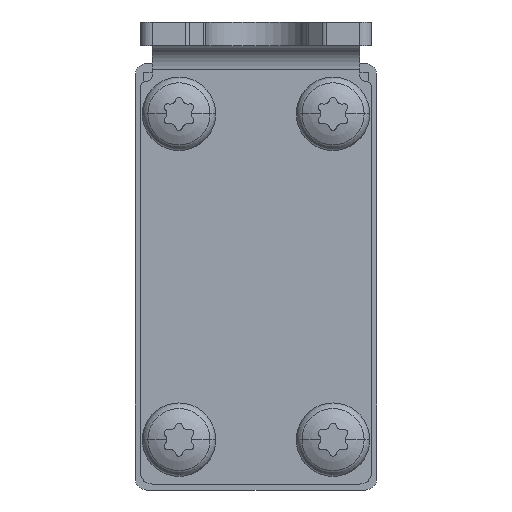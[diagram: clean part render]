
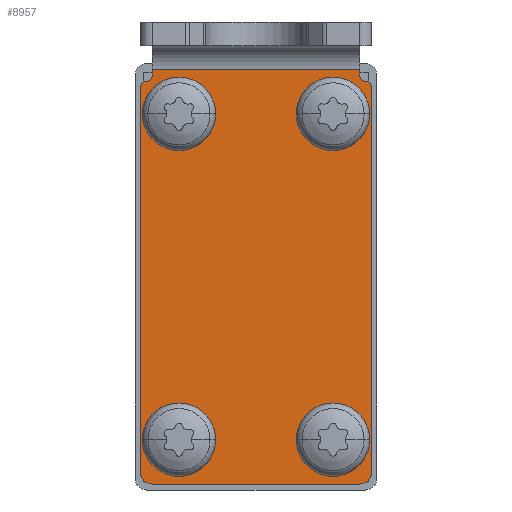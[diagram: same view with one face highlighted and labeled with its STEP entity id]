
A CAD part, front view. The second image highlights one B-rep face of the part: STEP entity #8957.
In plain terms, the highlighted planar face has unit normal (0, -1, 0).
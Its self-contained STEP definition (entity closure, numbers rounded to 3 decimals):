
#3084=DIRECTION('',(0.,0.,-1.));
#3085=VECTOR('',#3084,32.5);
#3086=CARTESIAN_POINT('',(-9.75,-24.8,16.));
#3087=LINE('',#3086,#3085);
#3096=CARTESIAN_POINT('',(9.25,-24.8,16.));
#3097=DIRECTION('',(0.,-1.,0.));
#3098=DIRECTION('',(1.,0.,0.));
#3099=AXIS2_PLACEMENT_3D('',#3096,#3097,#3098);
#3101=CARTESIAN_POINT('',(8.75,-24.8,-16.5));
#3102=DIRECTION('',(0.,-1.,0.));
#3103=DIRECTION('',(0.,0.,-1.));
#3104=AXIS2_PLACEMENT_3D('',#3101,#3102,#3103);
#3106=CARTESIAN_POINT('',(-8.75,-24.8,-16.5));
#3107=DIRECTION('',(0.,-1.,0.));
#3108=DIRECTION('',(-1.,0.,0.));
#3109=AXIS2_PLACEMENT_3D('',#3106,#3107,#3108);
#3111=CARTESIAN_POINT('',(-9.25,-24.8,16.));
#3112=DIRECTION('',(0.,-1.,0.));
#3113=DIRECTION('',(0.,0.,1.));
#3114=AXIS2_PLACEMENT_3D('',#3111,#3112,#3113);
#3116=DIRECTION('',(0.,0.,-1.));
#3117=VECTOR('',#3116,0.5);
#3118=CARTESIAN_POINT('',(-8.75,-24.8,17.5));
#3119=LINE('',#3118,#3117);
#3120=DIRECTION('',(1.,0.,0.));
#3121=VECTOR('',#3120,17.5);
#3122=CARTESIAN_POINT('',(-8.75,-24.8,17.5));
#3123=LINE('',#3122,#3121);
#3124=DIRECTION('',(0.,0.,-1.));
#3125=VECTOR('',#3124,0.5);
#3126=CARTESIAN_POINT('',(8.75,-24.8,17.5));
#3127=LINE('',#3126,#3125);
#3128=CARTESIAN_POINT('',(-6.5,-24.8,-13.75));
#3129=DIRECTION('',(0.,1.,0.));
#3130=DIRECTION('',(1.,0.,0.));
#3131=AXIS2_PLACEMENT_3D('',#3128,#3129,#3130);
#3133=CARTESIAN_POINT('',(-6.5,-24.8,-13.75));
#3134=DIRECTION('',(0.,1.,0.));
#3135=DIRECTION('',(-1.,0.,0.));
#3136=AXIS2_PLACEMENT_3D('',#3133,#3134,#3135);
#3138=CARTESIAN_POINT('',(6.5,-24.8,-13.75));
#3139=DIRECTION('',(0.,1.,0.));
#3140=DIRECTION('',(1.,0.,0.));
#3141=AXIS2_PLACEMENT_3D('',#3138,#3139,#3140);
#3143=CARTESIAN_POINT('',(6.5,-24.8,-13.75));
#3144=DIRECTION('',(0.,1.,0.));
#3145=DIRECTION('',(-1.,0.,0.));
#3146=AXIS2_PLACEMENT_3D('',#3143,#3144,#3145);
#3148=CARTESIAN_POINT('',(-6.5,-24.8,13.75));
#3149=DIRECTION('',(0.,1.,0.));
#3150=DIRECTION('',(1.,0.,0.));
#3151=AXIS2_PLACEMENT_3D('',#3148,#3149,#3150);
#3153=CARTESIAN_POINT('',(-6.5,-24.8,13.75));
#3154=DIRECTION('',(0.,1.,0.));
#3155=DIRECTION('',(-1.,0.,0.));
#3156=AXIS2_PLACEMENT_3D('',#3153,#3154,#3155);
#3158=CARTESIAN_POINT('',(6.5,-24.8,13.75));
#3159=DIRECTION('',(0.,1.,0.));
#3160=DIRECTION('',(1.,0.,0.));
#3161=AXIS2_PLACEMENT_3D('',#3158,#3159,#3160);
#3163=CARTESIAN_POINT('',(6.5,-24.8,13.75));
#3164=DIRECTION('',(0.,1.,0.));
#3165=DIRECTION('',(-1.,0.,0.));
#3166=AXIS2_PLACEMENT_3D('',#3163,#3164,#3165);
#3202=CARTESIAN_POINT('',(9.25,-24.8,17.));
#3203=DIRECTION('',(0.,1.,0.));
#3204=DIRECTION('',(0.,0.,-1.));
#3205=AXIS2_PLACEMENT_3D('',#3202,#3203,#3204);
#3573=DIRECTION('',(0.,0.,-1.));
#3574=VECTOR('',#3573,32.5);
#3575=CARTESIAN_POINT('',(9.75,-24.8,16.));
#3576=LINE('',#3575,#3574);
#3581=DIRECTION('',(1.,0.,0.));
#3582=VECTOR('',#3581,17.5);
#3583=CARTESIAN_POINT('',(-8.75,-24.8,-17.5));
#3584=LINE('',#3583,#3582);
#3589=CARTESIAN_POINT('',(-9.25,-24.8,17.));
#3590=DIRECTION('',(0.,1.,0.));
#3591=DIRECTION('',(1.,0.,0.));
#3592=AXIS2_PLACEMENT_3D('',#3589,#3590,#3591);
#5978=CARTESIAN_POINT('',(-8.75,-24.8,17.5));
#5979=CARTESIAN_POINT('',(8.75,-24.8,17.5));
#5980=VERTEX_POINT('',#5978);
#5981=VERTEX_POINT('',#5979);
#5990=CARTESIAN_POINT('',(-9.75,-24.8,-16.5));
#5991=CARTESIAN_POINT('',(-8.75,-24.8,-17.5));
#5992=VERTEX_POINT('',#5990);
#5993=VERTEX_POINT('',#5991);
#5998=CARTESIAN_POINT('',(8.75,-24.8,-17.5));
#6000=VERTEX_POINT('',#5998);
#6002=CARTESIAN_POINT('',(9.75,-24.8,-16.5));
#6003=VERTEX_POINT('',#6002);
#6038=CARTESIAN_POINT('',(-8.75,-24.8,17.));
#6039=VERTEX_POINT('',#6038);
#6040=CARTESIAN_POINT('',(8.75,-24.8,17.));
#6041=VERTEX_POINT('',#6040);
#6050=CARTESIAN_POINT('',(9.75,-24.8,16.));
#6051=CARTESIAN_POINT('',(9.25,-24.8,16.5));
#6052=VERTEX_POINT('',#6050);
#6053=VERTEX_POINT('',#6051);
#6064=CARTESIAN_POINT('',(-9.25,-24.8,16.5));
#6065=CARTESIAN_POINT('',(-9.75,-24.8,16.));
#6066=VERTEX_POINT('',#6064);
#6067=VERTEX_POINT('',#6065);
#6164=CARTESIAN_POINT('',(-3.4,-24.8,-13.75));
#6165=CARTESIAN_POINT('',(-9.6,-24.8,-13.75));
#6166=VERTEX_POINT('',#6164);
#6167=VERTEX_POINT('',#6165);
#6214=CARTESIAN_POINT('',(9.6,-24.8,-13.75));
#6215=CARTESIAN_POINT('',(3.4,-24.8,-13.75));
#6216=VERTEX_POINT('',#6214);
#6217=VERTEX_POINT('',#6215);
#6264=CARTESIAN_POINT('',(-3.4,-24.8,13.75));
#6265=CARTESIAN_POINT('',(-9.6,-24.8,13.75));
#6266=VERTEX_POINT('',#6264);
#6267=VERTEX_POINT('',#6265);
#6314=CARTESIAN_POINT('',(9.6,-24.8,13.75));
#6315=CARTESIAN_POINT('',(3.4,-24.8,13.75));
#6316=VERTEX_POINT('',#6314);
#6317=VERTEX_POINT('',#6315);
#8907=CARTESIAN_POINT('',(-9.75,-24.8,17.5));
#8908=DIRECTION('',(0.,-1.,0.));
#8909=DIRECTION('',(0.,0.,-1.));
#8910=AXIS2_PLACEMENT_3D('',#8907,#8908,#8909);
#8911=PLANE('',#8910);
#8913=ORIENTED_EDGE('',*,*,#8912,.F.);
#8915=ORIENTED_EDGE('',*,*,#8914,.T.);
#8916=ORIENTED_EDGE('',*,*,#8815,.F.);
#8918=ORIENTED_EDGE('',*,*,#8917,.F.);
#8919=ORIENTED_EDGE('',*,*,#8875,.F.);
#8920=ORIENTED_EDGE('',*,*,#8900,.F.);
#8921=ORIENTED_EDGE('',*,*,#8695,.F.);
#8923=ORIENTED_EDGE('',*,*,#8922,.F.);
#8924=ORIENTED_EDGE('',*,*,#8733,.F.);
#8926=ORIENTED_EDGE('',*,*,#8925,.T.);
#8928=ORIENTED_EDGE('',*,*,#8927,.T.);
#8930=ORIENTED_EDGE('',*,*,#8929,.F.);
#8931=EDGE_LOOP('',(#8913,#8915,#8916,#8918,#8919,#8920,#8921,#8923,#8924,#8926,
#8928,#8930));
#8932=FACE_OUTER_BOUND('',#8931,.F.);
#8934=ORIENTED_EDGE('',*,*,#8933,.F.);
#8936=ORIENTED_EDGE('',*,*,#8935,.F.);
#8937=EDGE_LOOP('',(#8934,#8936));
#8938=FACE_BOUND('',#8937,.F.);
#8940=ORIENTED_EDGE('',*,*,#8939,.F.);
#8942=ORIENTED_EDGE('',*,*,#8941,.F.);
#8943=EDGE_LOOP('',(#8940,#8942));
#8944=FACE_BOUND('',#8943,.F.);
#8946=ORIENTED_EDGE('',*,*,#8945,.F.);
#8948=ORIENTED_EDGE('',*,*,#8947,.F.);
#8949=EDGE_LOOP('',(#8946,#8948));
#8950=FACE_BOUND('',#8949,.F.);
#8952=ORIENTED_EDGE('',*,*,#8951,.F.);
#8954=ORIENTED_EDGE('',*,*,#8953,.F.);
#8955=EDGE_LOOP('',(#8952,#8954));
#8956=FACE_BOUND('',#8955,.F.);
#8957=ADVANCED_FACE('',(#8932,#8938,#8944,#8950,#8956),#8911,.T.);
#3100=CIRCLE('',#3099,0.5);
#3105=CIRCLE('',#3104,1.);
#3110=CIRCLE('',#3109,1.);
#3115=CIRCLE('',#3114,0.5);
#3132=CIRCLE('',#3131,3.1);
#3137=CIRCLE('',#3136,3.1);
#3142=CIRCLE('',#3141,3.1);
#3147=CIRCLE('',#3146,3.1);
#3152=CIRCLE('',#3151,3.1);
#3157=CIRCLE('',#3156,3.1);
#3162=CIRCLE('',#3161,3.1);
#3167=CIRCLE('',#3166,3.1);
#3206=CIRCLE('',#3205,0.5);
#3593=CIRCLE('',#3592,0.5);
#8695=EDGE_CURVE('',#6066,#6067,#3115,.T.);
#8733=EDGE_CURVE('',#5980,#6039,#3119,.T.);
#8815=EDGE_CURVE('',#6000,#6003,#3105,.T.);
#8875=EDGE_CURVE('',#5992,#5993,#3110,.T.);
#8900=EDGE_CURVE('',#6067,#5992,#3087,.T.);
#8912=EDGE_CURVE('',#6052,#6053,#3100,.T.);
#8914=EDGE_CURVE('',#6052,#6003,#3576,.T.);
#8917=EDGE_CURVE('',#5993,#6000,#3584,.T.);
#8922=EDGE_CURVE('',#6039,#6066,#3593,.T.);
#8925=EDGE_CURVE('',#5980,#5981,#3123,.T.);
#8927=EDGE_CURVE('',#5981,#6041,#3127,.T.);
#8929=EDGE_CURVE('',#6053,#6041,#3206,.T.);
#8933=EDGE_CURVE('',#6166,#6167,#3132,.T.);
#8935=EDGE_CURVE('',#6167,#6166,#3137,.T.);
#8939=EDGE_CURVE('',#6216,#6217,#3142,.T.);
#8941=EDGE_CURVE('',#6217,#6216,#3147,.T.);
#8945=EDGE_CURVE('',#6266,#6267,#3152,.T.);
#8947=EDGE_CURVE('',#6267,#6266,#3157,.T.);
#8951=EDGE_CURVE('',#6316,#6317,#3162,.T.);
#8953=EDGE_CURVE('',#6317,#6316,#3167,.T.);
